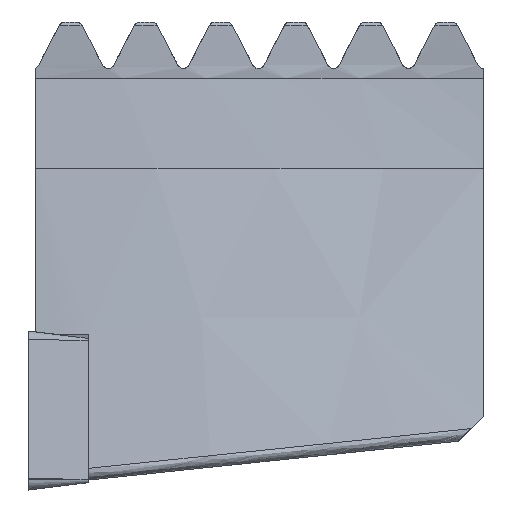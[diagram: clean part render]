
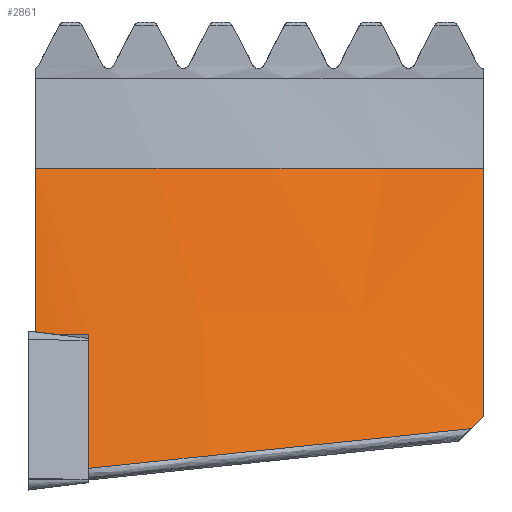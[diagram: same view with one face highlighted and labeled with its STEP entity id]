
A CAD part, left-side view. The second image highlights one B-rep face of the part: STEP entity #2861.
In plain terms, the highlighted conical face has half-angle 10 degrees and reference radius 57.46 mm.
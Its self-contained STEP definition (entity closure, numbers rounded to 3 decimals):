
#1477=EDGE_CURVE('NONE',#2919,#1995,#4055,.T.);
#1789=VERTEX_POINT('NONE',#4395);
#1863=EDGE_CURVE('NONE',#3143,#3439,#4475,.T.);
#1879=VERTEX_POINT('NONE',#4492);
#1915=EDGE_CURVE('NONE',#3439,#3829,#4531,.T.);
#1995=VERTEX_POINT('NONE',#4621);
#2053=EDGE_CURVE('NONE',#2109,#1879,#4688,.T.);
#2109=VERTEX_POINT('NONE',#4748);
#2127=EDGE_CURVE('NONE',#1789,#3829,#4767,.T.);
#2303=EDGE_CURVE('NONE',#2409,#3143,#4957,.T.);
#2409=VERTEX_POINT('NONE',#5077);
#2471=EDGE_CURVE('NONE',#1879,#1995,#5145,.T.);
#2851=EDGE_CURVE('NONE',#2109,#2409,#5557,.T.);
#2861=ADVANCED_FACE('NONE',(#5568),#5569,.T.);
#2919=VERTEX_POINT('NONE',#5635);
#3143=VERTEX_POINT('NONE',#5881);
#3439=VERTEX_POINT('NONE',#6205);
#3529=EDGE_CURVE('NONE',#2919,#1789,#6304,.T.);
#3829=VERTEX_POINT('NONE',#6631);
#4055=CIRCLE('',#7195,57.46);
#4395=CARTESIAN_POINT('',(13.315,-36.36,5.903));
#4475=CIRCLE('',#9222,61.688);
#4492=CARTESIAN_POINT('',(2.735,-0.56,12.636));
#4531=B_SPLINE_CURVE_WITH_KNOTS('',3,(#9511,#9512,#9513,#9514,#9515,#9516,#9517,#9518,#9519,#9520,#9521,#9522,#9523),.UNSPECIFIED.,.F.,.F.,(4,3,3,3,4),(0.0,0.2,0.71,0.833,1.0),.UNSPECIFIED.);
#4621=CARTESIAN_POINT('',(5.04,-0.56,25.706));
#4688=(B_SPLINE_CURVE(3,(#9941,#9942,#9943,#9944),.UNSPECIFIED.,.F.,.F.)B_SPLINE_CURVE_WITH_KNOTS((4,4),(1.562,1.588),.UNSPECIFIED.)RATIONAL_B_SPLINE_CURVE((1.0,1.,1.,1.0))BOUNDED_CURVE()REPRESENTATION_ITEM('')GEOMETRIC_REPRESENTATION_ITEM()CURVE());
#4748=CARTESIAN_POINT('',(2.729,-2.06,12.465));
#4767=(B_SPLINE_CURVE(3,(#10134,#10135,#10136,#10137),.UNSPECIFIED.,.F.,.F.)B_SPLINE_CURVE_WITH_KNOTS((4,4),(3.945,3.964),.UNSPECIFIED.)RATIONAL_B_SPLINE_CURVE((1.0,1.,1.,1.0))BOUNDED_CURVE()REPRESENTATION_ITEM('')GEOMETRIC_REPRESENTATION_ITEM()CURVE());
#4957=(B_SPLINE_CURVE(2,(#10536,#10537,#10538),.UNSPECIFIED.,.F.,.F.)B_SPLINE_CURVE_WITH_KNOTS((3,3),(0.774,11.676),.UNSPECIFIED.)RATIONAL_B_SPLINE_CURVE((1.,1.,1.))BOUNDED_CURVE()REPRESENTATION_ITEM('')GEOMETRIC_REPRESENTATION_ITEM()CURVE());
#5077=CARTESIAN_POINT('',(2.867,-4.76,12.465));
#5145=B_SPLINE_CURVE_WITH_KNOTS('',3,(#11069,#11070,#11071,#11072,#11073,#11074,#11075),.UNSPECIFIED.,.F.,.F.,(4,3,4),(0.092,0.1,0.105),.UNSPECIFIED.);
#5557=CIRCLE('',#12109,59.795);
#5568=FACE_OUTER_BOUND('',#12146,.T.);
#5569=CONICAL_SURFACE('',#12147,57.46,0.175);
#5635=CARTESIAN_POINT('',(17.715,-36.36,25.706));
#5881=CARTESIAN_POINT('',(0.969,-4.76,1.73));
#6205=CARTESIAN_POINT('',(0.97,-4.774,1.73));
#6304=B_SPLINE_CURVE_WITH_KNOTS('',3,(#13774,#13775,#13776,#13777),.UNSPECIFIED.,.F.,.F.,(4,4),(0.051,0.071),.UNSPECIFIED.);
#6631=CARTESIAN_POINT('',(12.384,-35.361,4.904));
#7195=AXIS2_PLACEMENT_3D('',#14642,#14643,#14644);
#9222=AXIS2_PLACEMENT_3D('',#15021,#15022,#15023);
#9511=CARTESIAN_POINT('',(0.97,-4.774,1.73));
#9512=CARTESIAN_POINT('',(1.168,-6.966,1.958));
#9513=CARTESIAN_POINT('',(1.483,-9.148,2.184));
#9514=CARTESIAN_POINT('',(1.913,-11.307,2.408));
#9515=CARTESIAN_POINT('',(3.009,-16.811,2.979));
#9516=CARTESIAN_POINT('',(4.86,-22.165,3.535));
#9517=CARTESIAN_POINT('',(7.4,-27.174,4.054));
#9518=CARTESIAN_POINT('',(8.016,-28.389,4.181));
#9519=CARTESIAN_POINT('',(8.672,-29.584,4.304));
#9520=CARTESIAN_POINT('',(9.368,-30.756,4.426));
#9521=CARTESIAN_POINT('',(10.304,-32.335,4.59));
#9522=CARTESIAN_POINT('',(11.311,-33.872,4.749));
#9523=CARTESIAN_POINT('',(12.384,-35.361,4.904));
#9941=CARTESIAN_POINT('',(2.729,-2.06,12.465));
#9942=CARTESIAN_POINT('',(2.725,-1.56,12.522));
#9943=CARTESIAN_POINT('',(2.727,-1.06,12.579));
#9944=CARTESIAN_POINT('',(2.735,-0.56,12.636));
#10134=CARTESIAN_POINT('',(13.315,-36.36,5.903));
#10135=CARTESIAN_POINT('',(13.001,-36.03,5.573));
#10136=CARTESIAN_POINT('',(12.691,-35.697,5.24));
#10137=CARTESIAN_POINT('',(12.384,-35.361,4.904));
#10536=CARTESIAN_POINT('',(2.867,-4.76,12.465));
#10537=CARTESIAN_POINT('',(1.933,-4.76,7.182));
#10538=CARTESIAN_POINT('',(0.969,-4.76,1.73));
#11069=CARTESIAN_POINT('',(2.735,-0.56,12.636));
#11070=CARTESIAN_POINT('',(3.17,-0.56,15.102));
#11071=CARTESIAN_POINT('',(3.605,-0.56,17.567));
#11072=CARTESIAN_POINT('',(4.04,-0.56,20.032));
#11073=CARTESIAN_POINT('',(4.373,-0.56,21.924));
#11074=CARTESIAN_POINT('',(4.707,-0.56,23.815));
#11075=CARTESIAN_POINT('',(5.04,-0.56,25.706));
#12109=AXIS2_PLACEMENT_3D('',#16101,#16102,#16103);
#12146=EDGE_LOOP('',(#16111,#16112,#16113,#16114,#16115,#16116,#16117,#16118,#16119));
#12147=AXIS2_PLACEMENT_3D('',#16120,#16121,#16122);
#13774=CARTESIAN_POINT('',(17.715,-36.36,25.706));
#13775=CARTESIAN_POINT('',(16.223,-36.36,19.111));
#13776=CARTESIAN_POINT('',(14.759,-36.36,12.509));
#13777=CARTESIAN_POINT('',(13.315,-36.36,5.903));
#14642=CARTESIAN_POINT('',(62.5,-0.36,25.706));
#14643=DIRECTION('',(0.,0.,-1.0));
#14644=DIRECTION('',(0.,1.0,0.0));
#15021=CARTESIAN_POINT('',(62.5,-0.36,1.73));
#15022=DIRECTION('',(0.,0.,1.0));
#15023=DIRECTION('',(0.,1.0,0.0));
#16101=CARTESIAN_POINT('',(62.5,-0.36,12.465));
#16102=DIRECTION('',(0.,0.,1.0));
#16103=DIRECTION('',(-1.0,0.,0.));
#16111=ORIENTED_EDGE('',*,*,#2127,.F.);
#16112=ORIENTED_EDGE('',*,*,#3529,.F.);
#16113=ORIENTED_EDGE('',*,*,#1477,.T.);
#16114=ORIENTED_EDGE('',*,*,#2471,.F.);
#16115=ORIENTED_EDGE('',*,*,#2053,.F.);
#16116=ORIENTED_EDGE('',*,*,#2851,.T.);
#16117=ORIENTED_EDGE('',*,*,#2303,.T.);
#16118=ORIENTED_EDGE('',*,*,#1863,.T.);
#16119=ORIENTED_EDGE('',*,*,#1915,.T.);
#16120=CARTESIAN_POINT('',(62.5,-0.36,25.706));
#16121=DIRECTION('',(0.,0.,-1.0));
#16122=DIRECTION('',(0.,1.0,0.0));
